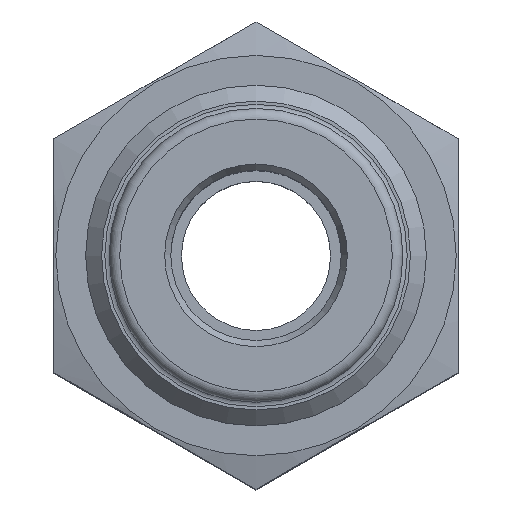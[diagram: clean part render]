
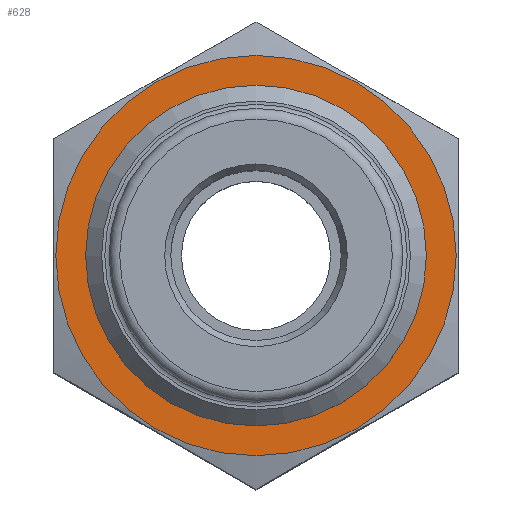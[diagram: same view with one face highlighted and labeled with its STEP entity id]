
A CAD part, top view. The second image highlights one B-rep face of the part: STEP entity #628.
In plain terms, the highlighted face is planar.
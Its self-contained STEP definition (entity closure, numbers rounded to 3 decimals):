
#181=ORIENTED_EDGE('',*,*,#266,.F.);
#182=ORIENTED_EDGE('',*,*,#259,.T.);
#259=EDGE_CURVE('',#321,#321,#371,.T.);
#266=EDGE_CURVE('',#328,#328,#372,.T.);
#321=VERTEX_POINT('',#1126);
#328=VERTEX_POINT('',#1165);
#371=CIRCLE('',#746,9.4);
#372=CIRCLE('',#748,8.);
#457=EDGE_LOOP('',(#181));
#458=EDGE_LOOP('',(#182));
#553=FACE_BOUND('',#457,.T.);
#554=FACE_BOUND('',#458,.T.);
#580=PLANE('',#747);
#628=ADVANCED_FACE('',(#553,#554),#580,.F.);
#746=AXIS2_PLACEMENT_3D('',#1125,#928,#929);
#747=AXIS2_PLACEMENT_3D('',#1163,#930,#931);
#748=AXIS2_PLACEMENT_3D('',#1164,#932,#933);
#928=DIRECTION('',(1.,0.,0.));
#929=DIRECTION('',(0.,0.,-1.));
#930=DIRECTION('',(-1.,0.,0.));
#931=DIRECTION('',(0.,0.,1.));
#932=DIRECTION('',(1.,0.,0.));
#933=DIRECTION('',(0.,0.,-1.));
#1125=CARTESIAN_POINT('',(5.5,0.,0.));
#1126=CARTESIAN_POINT('',(5.5,0.,-9.4));
#1163=CARTESIAN_POINT('',(5.5,9.4,0.));
#1164=CARTESIAN_POINT('',(5.5,0.,0.));
#1165=CARTESIAN_POINT('',(5.5,0.,-8.));
